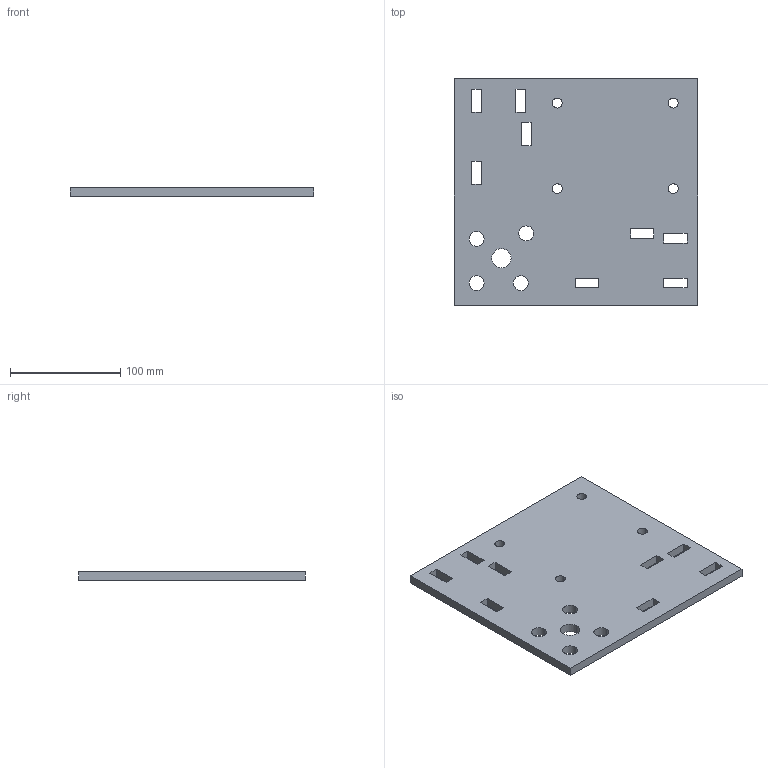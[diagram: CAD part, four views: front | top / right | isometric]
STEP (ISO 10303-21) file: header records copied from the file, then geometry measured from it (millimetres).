
FILE_DESCRIPTION(('STEP AP214'),'1');
FILE_NAME('cctmp_E47EAFA9-78B9-4DBB-9C61-08ED88886C19_2020_1_15_7_33_4_998..stp','2020-01-15T06:33:05',('Bosch Rexroth AG'),('CADClick - www.CADClick.com'),'Spatial InterOp 3D',' ','unknown authorization - (Healing Option Enabled)');
FILE_SCHEMA(('AUTOMOTIVE_DESIGN'));
Length unit declared in the file: millimetre
Products named in the file (1): 2020_01_15__07-33-04-998
Bounding box: 220 x 205 x 8 mm (x, y, z)
Volume: 340566.8 mm3; surface area: 98445.1 mm2
Topology: 1 solids, 1 shells, 56 faces, 162 edges, 108 vertices
Faces by surface type: plane 38, cylinder 18
Entity records: 2382 total; most frequent: CARTESIAN_POINT 327, ORIENTED_EDGE 324, DIRECTION 312, EDGE_CURVE 162, LINE 126, VECTOR 126, VERTEX_POINT 108, AXIS2_PLACEMENT_3D 93
